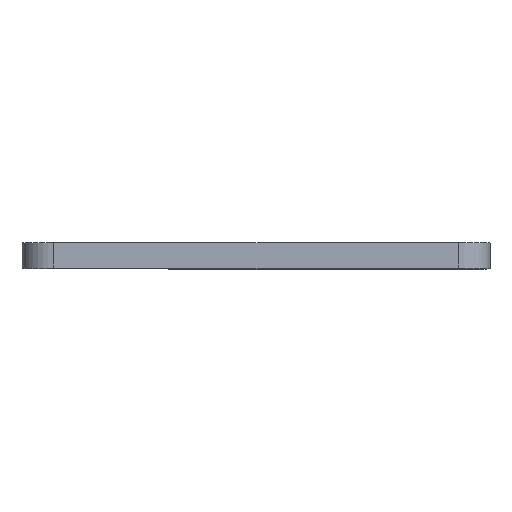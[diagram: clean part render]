
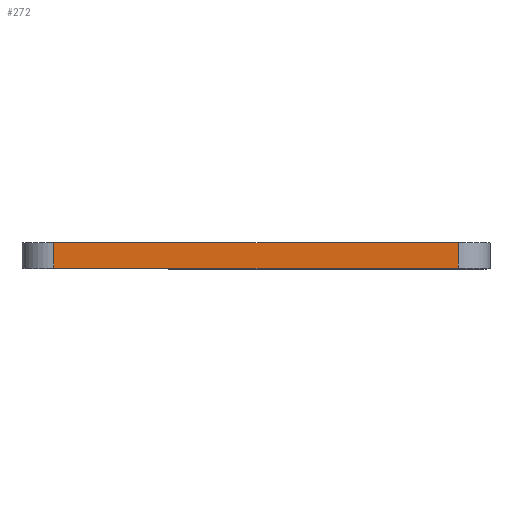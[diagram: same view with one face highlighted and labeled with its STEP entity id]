
A CAD part, top view. The second image highlights one B-rep face of the part: STEP entity #272.
In plain terms, the highlighted planar face has unit normal (0, 0, 1).
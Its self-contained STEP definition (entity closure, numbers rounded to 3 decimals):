
#16 = LINE ( 'NONE', #220, #395 ) ;
#30 = LINE ( 'NONE', #177, #132 ) ;
#44 = VERTEX_POINT ( 'NONE', #549 ) ;
#45 = ORIENTED_EDGE ( 'NONE', *, *, #510, .T. ) ;
#70 = CARTESIAN_POINT ( 'NONE',  ( 46., 2., 8.5 ) ) ;
#85 = LINE ( 'NONE', #255, #130 ) ;
#91 = PLANE ( 'NONE',  #393 ) ;
#106 = DIRECTION ( 'NONE',  ( 1., 0., 0. ) ) ;
#130 = VECTOR ( 'NONE', #200, 1000. ) ;
#132 = VECTOR ( 'NONE', #410, 1000. ) ;
#136 = EDGE_LOOP ( 'NONE', ( #591, #45, #515, #579 ) ) ;
#155 = CARTESIAN_POINT ( 'NONE',  ( 11.5, 0., 8.5 ) ) ;
#177 = CARTESIAN_POINT ( 'NONE',  ( 14., 0., 8.5 ) ) ;
#188 = EDGE_CURVE ( 'NONE', #695, #488, #85, .T. ) ;
#200 = DIRECTION ( 'NONE',  ( 1., 0., 0. ) ) ;
#220 = CARTESIAN_POINT ( 'NONE',  ( 46., 0., 8.5 ) ) ;
#249 = DIRECTION ( 'NONE',  ( 1., 0., 0. ) ) ;
#255 = CARTESIAN_POINT ( 'NONE',  ( 11.5, 2., 8.5 ) ) ;
#256 = VERTEX_POINT ( 'NONE', #584 ) ;
#272 = ADVANCED_FACE ( 'NONE', ( #326 ), #91, .T. ) ;
#308 = CARTESIAN_POINT ( 'NONE',  ( 11.5, 0., 8.5 ) ) ;
#326 = FACE_OUTER_BOUND ( 'NONE', #136, .T. ) ;
#332 = EDGE_CURVE ( 'NONE', #256, #44, #597, .T. ) ;
#372 = CARTESIAN_POINT ( 'NONE',  ( 14., 2., 8.5 ) ) ;
#393 = AXIS2_PLACEMENT_3D ( 'NONE', #308, #485, #106 ) ;
#394 = DIRECTION ( 'NONE',  ( 0., 1., 0. ) ) ;
#395 = VECTOR ( 'NONE', #394, 1000. ) ;
#410 = DIRECTION ( 'NONE',  ( 0., -1., 0. ) ) ;
#440 = EDGE_CURVE ( 'NONE', #44, #488, #16, .T. ) ;
#485 = DIRECTION ( 'NONE',  ( 0., 0., 1. ) ) ;
#488 = VERTEX_POINT ( 'NONE', #70 ) ;
#510 = EDGE_CURVE ( 'NONE', #695, #256, #30, .T. ) ;
#515 = ORIENTED_EDGE ( 'NONE', *, *, #332, .T. ) ;
#549 = CARTESIAN_POINT ( 'NONE',  ( 46., 0., 8.5 ) ) ;
#560 = VECTOR ( 'NONE', #249, 1000. ) ;
#579 = ORIENTED_EDGE ( 'NONE', *, *, #440, .T. ) ;
#584 = CARTESIAN_POINT ( 'NONE',  ( 14., 0., 8.5 ) ) ;
#591 = ORIENTED_EDGE ( 'NONE', *, *, #188, .F. ) ;
#597 = LINE ( 'NONE', #155, #560 ) ;
#695 = VERTEX_POINT ( 'NONE', #372 ) ;
